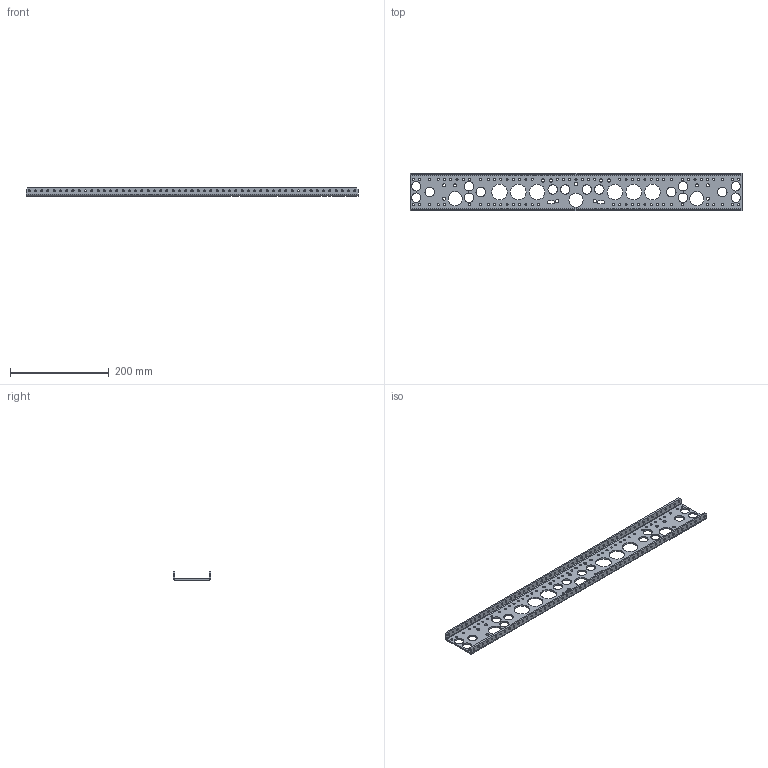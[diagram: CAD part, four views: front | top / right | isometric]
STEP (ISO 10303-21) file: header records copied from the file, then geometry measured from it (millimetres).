
FILE_DESCRIPTION (( 'STEP AP203' ), '1' );
FILE_NAME ('217-3648-001 Rev2.STEP', '2014-01-10T22:40:44', ( '' ), ( '' ), 'SwSTEP 2.0', 'SolidWorks 2013', '' );
FILE_SCHEMA (( 'CONFIG_CONTROL_DESIGN' ));
Length unit declared in the file: inch
Products named in the file (1): 217-3648-001 Rev2
Bounding box: 673.1 x 76.2 x 17.09 mm (x, y, z)
Volume: 171679.2 mm3; surface area: 127444.8 mm2
Topology: 1 solids, 1 shells, 474 faces, 1400 edges, 928 vertices
Faces by surface type: cylinder 448, plane 26
Entity records: 17315 total; most frequent: DIRECTION 3246, CARTESIAN_POINT 2803, ORIENTED_EDGE 2800, EDGE_CURVE 1400, AXIS2_PLACEMENT_3D 1371, VERTEX_POINT 928, EDGE_LOOP 916, CIRCLE 896
